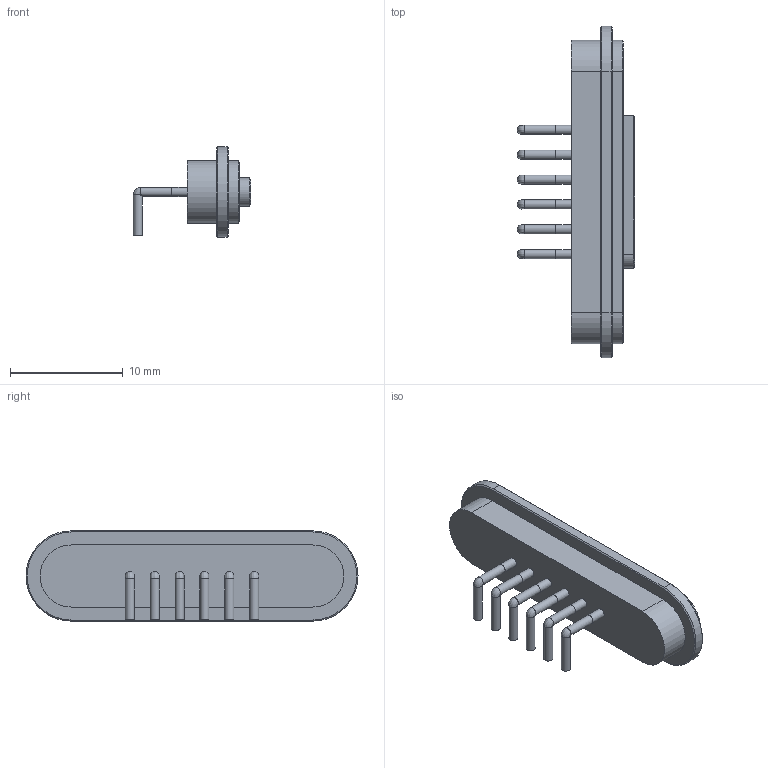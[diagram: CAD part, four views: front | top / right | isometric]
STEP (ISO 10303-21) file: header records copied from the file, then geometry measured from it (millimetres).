
FILE_DESCRIPTION(('FreeCAD Model'),'2;1');
FILE_NAME('Open CASCADE Shape Model','2023-11-04T12:12:53',(''),(''), 'Open CASCADE STEP processor 7.6','FreeCAD','Unknown');
FILE_SCHEMA(('AUTOMOTIVE_DESIGN { 1 0 10303 214 1 1 1 1 }'));
Length unit declared in the file: millimetre
Products named in the file (3): pogo_connector_female_6; female-pogo-6pin; AdditivePipe005
Assembly tree (2 placements, depth 2):
  pogo_connector_female_6
    female-pogo-6pin
    AdditivePipe005
Bounding box: 10.4 x 29.4 x 8 mm (x, y, z)
Volume: 1573.8 mm3; surface area: 1741.1 mm2
Topology: 2 solids, 2 shells, 158 faces, 316 edges, 192 vertices
Faces by surface type: plane 70, cylinder 50, cone 14, revolution 12, sphere 12
Full cylindrical faces by diameter (mm): 0.8 x36
Entity records: 4725 total; most frequent: DIRECTION 788, CARTESIAN_POINT 669, ORIENTED_EDGE 608, AXIS2_PLACEMENT_3D 311, EDGE_CURVE 304, FACE_BOUND 200, EDGE_LOOP 200, VERTEX_POINT 192
